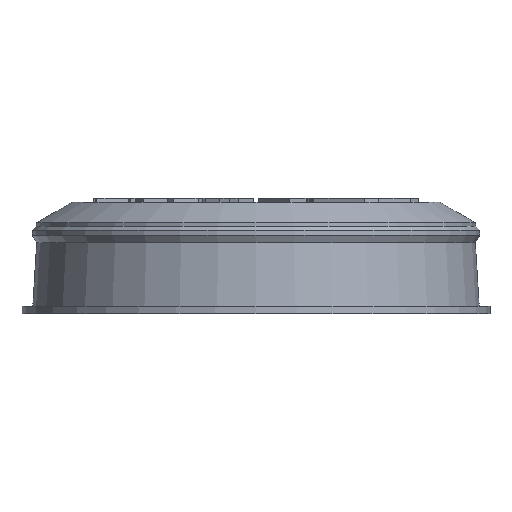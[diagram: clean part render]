
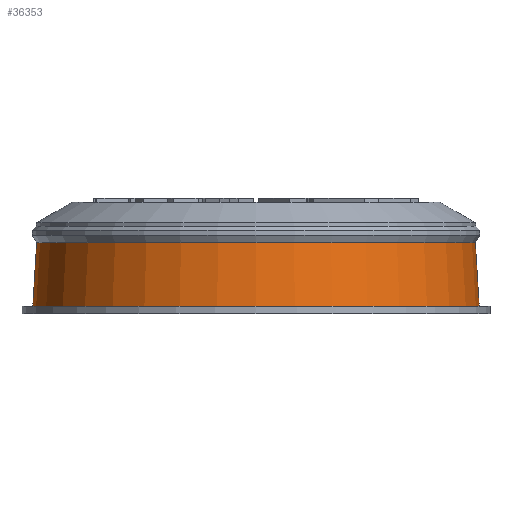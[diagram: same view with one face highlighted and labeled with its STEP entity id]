
A CAD part, left-side view. The second image highlights one B-rep face of the part: STEP entity #36353.
In plain terms, the highlighted conical face has half-angle 3.517 degrees and reference radius 26.473 mm.
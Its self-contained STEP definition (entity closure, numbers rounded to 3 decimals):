
#466 = LINE ( 'NONE', #40931, #8303 ) ;
#2874 = EDGE_CURVE ( 'NONE', #29016, #21818, #466, .T. ) ;
#5753 = AXIS2_PLACEMENT_3D ( 'NONE', #32349, #12233, #35724 ) ;
#8141 = VECTOR ( 'NONE', #30974, 1000. ) ;
#8303 = VECTOR ( 'NONE', #34066, 1000. ) ;
#9296 = EDGE_CURVE ( 'NONE', #21506, #29016, #38675, .T. ) ;
#12233 = DIRECTION ( 'NONE',  ( 0., 0., 1. ) ) ;
#13059 = CARTESIAN_POINT ( 'NONE',  ( 0., -26.942, -11.037 ) ) ;
#15980 = CIRCLE ( 'NONE', #21146, 26.942 ) ;
#17080 = CONICAL_SURFACE ( 'NONE', #36331, 26.473, 0.061 ) ;
#17799 = DIRECTION ( 'NONE',  ( 0., 0., 1. ) ) ;
#18131 = FACE_OUTER_BOUND ( 'NONE', #36634, .T. ) ;
#19687 = CARTESIAN_POINT ( 'NONE',  ( 0., -26.473, -3.412 ) ) ;
#21146 = AXIS2_PLACEMENT_3D ( 'NONE', #37957, #17799, #41294 ) ;
#21506 = VERTEX_POINT ( 'NONE', #41390 ) ;
#21818 = VERTEX_POINT ( 'NONE', #13059 ) ;
#22831 = CARTESIAN_POINT ( 'NONE',  ( 0., 26.942, -11.037 ) ) ;
#24140 = CARTESIAN_POINT ( 'NONE',  ( 0., 26.473, -3.412 ) ) ;
#25153 = EDGE_CURVE ( 'NONE', #21506, #35832, #42741, .T. ) ;
#26860 = CARTESIAN_POINT ( 'NONE',  ( 0., 0., -3.412 ) ) ;
#28772 = ORIENTED_EDGE ( 'NONE', *, *, #37073, .T. ) ;
#29016 = VERTEX_POINT ( 'NONE', #19687 ) ;
#30128 = DIRECTION ( 'NONE',  ( 0., 1., 0. ) ) ;
#30279 = DIRECTION ( 'NONE',  ( 0., 0., -1. ) ) ;
#30974 = DIRECTION ( 'NONE',  ( 0., 0.061, -0.998 ) ) ;
#32349 = CARTESIAN_POINT ( 'NONE',  ( 0., 0., -3.412 ) ) ;
#34066 = DIRECTION ( 'NONE',  ( 0., -0.061, -0.998 ) ) ;
#34538 = ORIENTED_EDGE ( 'NONE', *, *, #25153, .T. ) ;
#35724 = DIRECTION ( 'NONE',  ( 0., -1., 0. ) ) ;
#35832 = VERTEX_POINT ( 'NONE', #22831 ) ;
#36331 = AXIS2_PLACEMENT_3D ( 'NONE', #26860, #30279, #30128 ) ;
#36353 = ADVANCED_FACE ( 'NONE', ( #18131 ), #17080, .T. ) ;
#36634 = EDGE_LOOP ( 'NONE', ( #38973, #40360, #34538, #28772 ) ) ;
#37073 = EDGE_CURVE ( 'NONE', #35832, #21818, #15980, .T. ) ;
#37957 = CARTESIAN_POINT ( 'NONE',  ( 0., 0., -11.037 ) ) ;
#38675 = CIRCLE ( 'NONE', #5753, 26.473 ) ;
#38973 = ORIENTED_EDGE ( 'NONE', *, *, #2874, .F. ) ;
#40360 = ORIENTED_EDGE ( 'NONE', *, *, #9296, .F. ) ;
#40931 = CARTESIAN_POINT ( 'NONE',  ( 0., -26.473, -3.412 ) ) ;
#41294 = DIRECTION ( 'NONE',  ( 0., -1., 0. ) ) ;
#41390 = CARTESIAN_POINT ( 'NONE',  ( 0., 26.473, -3.412 ) ) ;
#42741 = LINE ( 'NONE', #24140, #8141 ) ;
